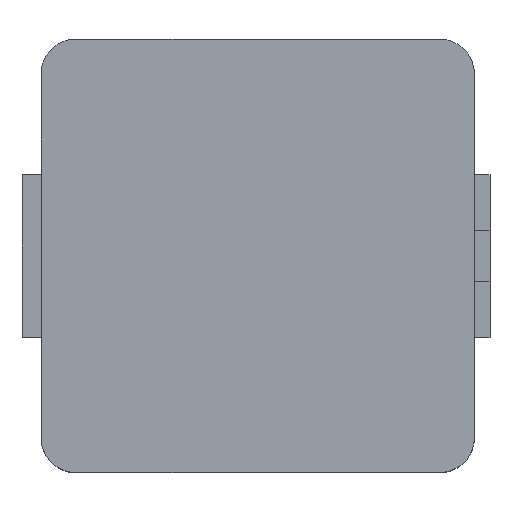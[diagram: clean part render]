
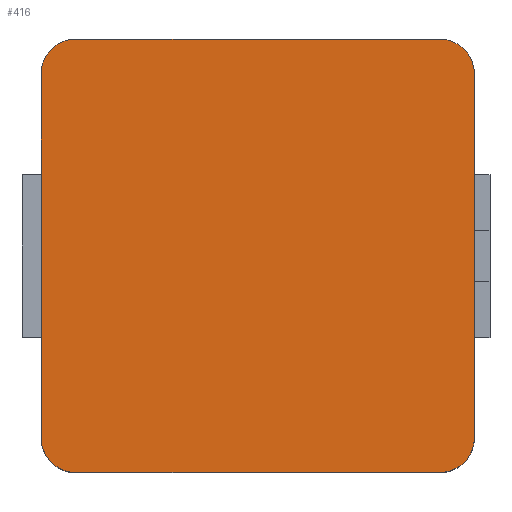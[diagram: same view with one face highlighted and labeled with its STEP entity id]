
A CAD part, top view. The second image highlights one B-rep face of the part: STEP entity #416.
In plain terms, the highlighted planar face has unit normal (0, 0, 1).
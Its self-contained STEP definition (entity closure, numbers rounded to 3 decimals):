
#3 = CARTESIAN_POINT ( 'NONE',  ( 6.25, -5.25, 3.1 ) ) ;
#78 = CARTESIAN_POINT ( 'NONE',  ( 5.25, -5.25, 3.1 ) ) ;
#99 = EDGE_CURVE ( 'NONE', #1310, #453, #130, .T. ) ;
#124 = DIRECTION ( 'NONE',  ( 1., 0., 0. ) ) ;
#130 = CIRCLE ( 'NONE', #436, 1. ) ;
#133 = EDGE_CURVE ( 'NONE', #453, #802, #1360, .T. ) ;
#149 = EDGE_LOOP ( 'NONE', ( #1432, #1068, #369, #537, #507, #600, #1226, #1385 ) ) ;
#211 = CARTESIAN_POINT ( 'NONE',  ( -6.25, 5.25, 3.1 ) ) ;
#215 = DIRECTION ( 'NONE',  ( 0., 0., 1. ) ) ;
#246 = DIRECTION ( 'NONE',  ( 1., 0., 0. ) ) ;
#252 = CARTESIAN_POINT ( 'NONE',  ( -5.25, -5.25, 3.1 ) ) ;
#288 = EDGE_CURVE ( 'NONE', #341, #1127, #1510, .T. ) ;
#296 = VECTOR ( 'NONE', #1298, 1000. ) ;
#309 = CARTESIAN_POINT ( 'NONE',  ( -5.25, 6.25, 3.1 ) ) ;
#329 = DIRECTION ( 'NONE',  ( 1., 0., 0. ) ) ;
#341 = VERTEX_POINT ( 'NONE', #1461 ) ;
#369 = ORIENTED_EDGE ( 'NONE', *, *, #410, .T. ) ;
#389 = DIRECTION ( 'NONE',  ( 1., 0., 0. ) ) ;
#409 = CARTESIAN_POINT ( 'NONE',  ( 5.25, 6.25, 3.1 ) ) ;
#410 = EDGE_CURVE ( 'NONE', #802, #670, #1448, .T. ) ;
#416 = ADVANCED_FACE ( 'NONE', ( #587 ), #603, .T. ) ;
#436 = AXIS2_PLACEMENT_3D ( 'NONE', #78, #942, #329 ) ;
#437 = CARTESIAN_POINT ( 'NONE',  ( -6.25, -5.25, 3.1 ) ) ;
#453 = VERTEX_POINT ( 'NONE', #3 ) ;
#457 = CARTESIAN_POINT ( 'NONE',  ( 6.25, 5.25, 3.1 ) ) ;
#460 = CARTESIAN_POINT ( 'NONE',  ( 6.25, 5.25, 3.1 ) ) ;
#468 = DIRECTION ( 'NONE',  ( 1., 0., 0. ) ) ;
#470 = DIRECTION ( 'NONE',  ( 0., -1., 0. ) ) ;
#493 = CARTESIAN_POINT ( 'NONE',  ( 5.25, 5.25, 3.1 ) ) ;
#507 = ORIENTED_EDGE ( 'NONE', *, *, #288, .T. ) ;
#515 = AXIS2_PLACEMENT_3D ( 'NONE', #493, #608, #124 ) ;
#533 = EDGE_CURVE ( 'NONE', #831, #1310, #909, .T. ) ;
#537 = ORIENTED_EDGE ( 'NONE', *, *, #814, .T. ) ;
#569 = CARTESIAN_POINT ( 'NONE',  ( -5.25, 5.25, 3.1 ) ) ;
#587 = FACE_OUTER_BOUND ( 'NONE', #149, .T. ) ;
#600 = ORIENTED_EDGE ( 'NONE', *, *, #1140, .T. ) ;
#601 = CIRCLE ( 'NONE', #1266, 1. ) ;
#603 = PLANE ( 'NONE',  #685 ) ;
#608 = DIRECTION ( 'NONE',  ( 0., 0., 1. ) ) ;
#670 = VERTEX_POINT ( 'NONE', #409 ) ;
#685 = AXIS2_PLACEMENT_3D ( 'NONE', #1242, #1097, #246 ) ;
#777 = VECTOR ( 'NONE', #389, 1000. ) ;
#802 = VERTEX_POINT ( 'NONE', #460 ) ;
#811 = CARTESIAN_POINT ( 'NONE',  ( -5.25, -6.25, 3.1 ) ) ;
#814 = EDGE_CURVE ( 'NONE', #670, #341, #954, .T. ) ;
#831 = VERTEX_POINT ( 'NONE', #811 ) ;
#909 = LINE ( 'NONE', #1131, #777 ) ;
#942 = DIRECTION ( 'NONE',  ( 0., 0., 1. ) ) ;
#954 = LINE ( 'NONE', #309, #296 ) ;
#971 = EDGE_CURVE ( 'NONE', #1429, #831, #601, .T. ) ;
#974 = VECTOR ( 'NONE', #470, 1000. ) ;
#1008 = VECTOR ( 'NONE', #1313, 1000. ) ;
#1051 = CARTESIAN_POINT ( 'NONE',  ( 5.25, -6.25, 3.1 ) ) ;
#1068 = ORIENTED_EDGE ( 'NONE', *, *, #133, .T. ) ;
#1073 = CARTESIAN_POINT ( 'NONE',  ( -6.25, 5.25, 3.1 ) ) ;
#1097 = DIRECTION ( 'NONE',  ( 0., 0., 1. ) ) ;
#1127 = VERTEX_POINT ( 'NONE', #1073 ) ;
#1131 = CARTESIAN_POINT ( 'NONE',  ( -5.25, -6.25, 3.1 ) ) ;
#1140 = EDGE_CURVE ( 'NONE', #1127, #1429, #1520, .T. ) ;
#1184 = AXIS2_PLACEMENT_3D ( 'NONE', #569, #215, #468 ) ;
#1226 = ORIENTED_EDGE ( 'NONE', *, *, #971, .T. ) ;
#1234 = DIRECTION ( 'NONE',  ( 0., 0., 1. ) ) ;
#1242 = CARTESIAN_POINT ( 'NONE',  ( 5.25, -5.25, 3.1 ) ) ;
#1266 = AXIS2_PLACEMENT_3D ( 'NONE', #252, #1234, #1475 ) ;
#1298 = DIRECTION ( 'NONE',  ( -1., 0., 0. ) ) ;
#1310 = VERTEX_POINT ( 'NONE', #1051 ) ;
#1313 = DIRECTION ( 'NONE',  ( 0., 1., 0. ) ) ;
#1360 = LINE ( 'NONE', #457, #1008 ) ;
#1385 = ORIENTED_EDGE ( 'NONE', *, *, #533, .T. ) ;
#1429 = VERTEX_POINT ( 'NONE', #437 ) ;
#1432 = ORIENTED_EDGE ( 'NONE', *, *, #99, .T. ) ;
#1448 = CIRCLE ( 'NONE', #515, 1. ) ;
#1461 = CARTESIAN_POINT ( 'NONE',  ( -5.25, 6.25, 3.1 ) ) ;
#1475 = DIRECTION ( 'NONE',  ( -1., 0., 0. ) ) ;
#1510 = CIRCLE ( 'NONE', #1184, 1. ) ;
#1520 = LINE ( 'NONE', #211, #974 ) ;
